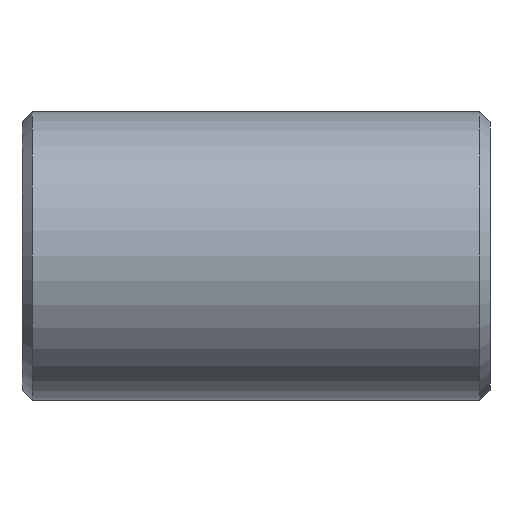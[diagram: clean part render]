
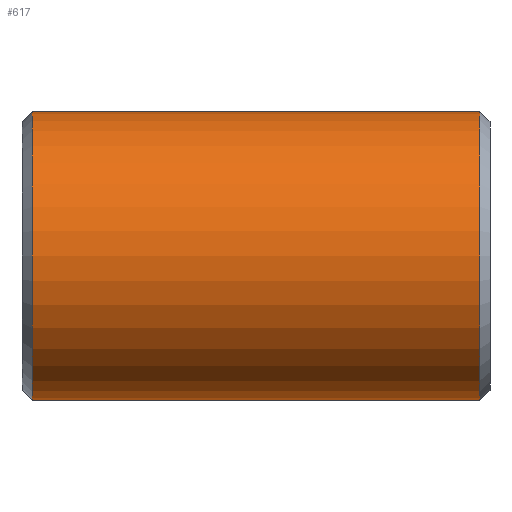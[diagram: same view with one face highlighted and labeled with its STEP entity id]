
A CAD part, front view. The second image highlights one B-rep face of the part: STEP entity #617.
In plain terms, the highlighted cylindrical face has radius 109.537 mm (diameter 219.075 mm), a partial arc.
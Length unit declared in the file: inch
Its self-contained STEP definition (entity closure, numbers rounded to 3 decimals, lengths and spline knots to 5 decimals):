
#31 = ORIENTED_EDGE ( 'NONE', *, *, #747, .T. ) ;
#33 = CIRCLE ( 'NONE', #643, 4.3125 ) ;
#37 = CARTESIAN_POINT ( 'NONE',  ( -6.698, 0., 4.3125 ) ) ;
#46 = CIRCLE ( 'NONE', #364, 4.3125 ) ;
#82 = DIRECTION ( 'NONE',  ( -1., 0., 0. ) ) ;
#84 = VERTEX_POINT ( 'NONE', #542 ) ;
#103 = EDGE_CURVE ( 'NONE', #627, #484, #784, .T. ) ;
#108 = DIRECTION ( 'NONE',  ( -1., 0., 0. ) ) ;
#129 = CARTESIAN_POINT ( 'NONE',  ( -6.698, 0., 0. ) ) ;
#153 = DIRECTION ( 'NONE',  ( 0., 0., -1. ) ) ;
#171 = CYLINDRICAL_SURFACE ( 'NONE', #706, 4.3125 ) ;
#216 = DIRECTION ( 'NONE',  ( -1., 0., 0. ) ) ;
#222 = VECTOR ( 'NONE', #108, 39.37008 ) ;
#234 = CARTESIAN_POINT ( 'NONE',  ( 7., 0., 4.3125 ) ) ;
#250 = ORIENTED_EDGE ( 'NONE', *, *, #103, .T. ) ;
#300 = VERTEX_POINT ( 'NONE', #438 ) ;
#310 = DIRECTION ( 'NONE',  ( 1., 0., 0. ) ) ;
#323 = CARTESIAN_POINT ( 'NONE',  ( 6.698, 0., 0. ) ) ;
#327 = ORIENTED_EDGE ( 'NONE', *, *, #721, .F. ) ;
#364 = AXIS2_PLACEMENT_3D ( 'NONE', #323, #216, #153 ) ;
#438 = CARTESIAN_POINT ( 'NONE',  ( -6.698, 0., -4.3125 ) ) ;
#484 = VERTEX_POINT ( 'NONE', #37 ) ;
#487 = DIRECTION ( 'NONE',  ( -1., 0., 0. ) ) ;
#518 = LINE ( 'NONE', #573, #692 ) ;
#541 = CARTESIAN_POINT ( 'NONE',  ( 7., 0., 0. ) ) ;
#542 = CARTESIAN_POINT ( 'NONE',  ( 6.698, 0., -4.3125 ) ) ;
#558 = DIRECTION ( 'NONE',  ( 0., 0., 1. ) ) ;
#573 = CARTESIAN_POINT ( 'NONE',  ( 7., 0., -4.3125 ) ) ;
#617 = ADVANCED_FACE ( 'NONE', ( #794 ), #171, .T. ) ;
#627 = VERTEX_POINT ( 'NONE', #742 ) ;
#643 = AXIS2_PLACEMENT_3D ( 'NONE', #129, #310, #558 ) ;
#684 = EDGE_CURVE ( 'NONE', #484, #300, #33, .T. ) ;
#688 = EDGE_LOOP ( 'NONE', ( #327, #31, #250, #760 ) ) ;
#692 = VECTOR ( 'NONE', #82, 39.37008 ) ;
#706 = AXIS2_PLACEMENT_3D ( 'NONE', #541, #487, #738 ) ;
#721 = EDGE_CURVE ( 'NONE', #84, #300, #518, .T. ) ;
#738 = DIRECTION ( 'NONE',  ( 0., 0., 1. ) ) ;
#742 = CARTESIAN_POINT ( 'NONE',  ( 6.698, 0., 4.3125 ) ) ;
#747 = EDGE_CURVE ( 'NONE', #84, #627, #46, .T. ) ;
#760 = ORIENTED_EDGE ( 'NONE', *, *, #684, .T. ) ;
#784 = LINE ( 'NONE', #234, #222 ) ;
#794 = FACE_OUTER_BOUND ( 'NONE', #688, .T. ) ;
